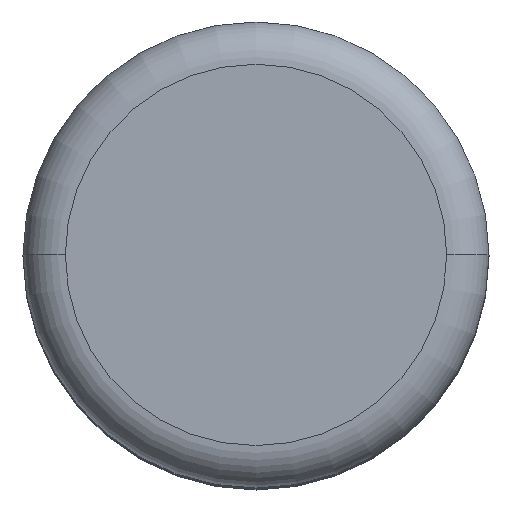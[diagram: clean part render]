
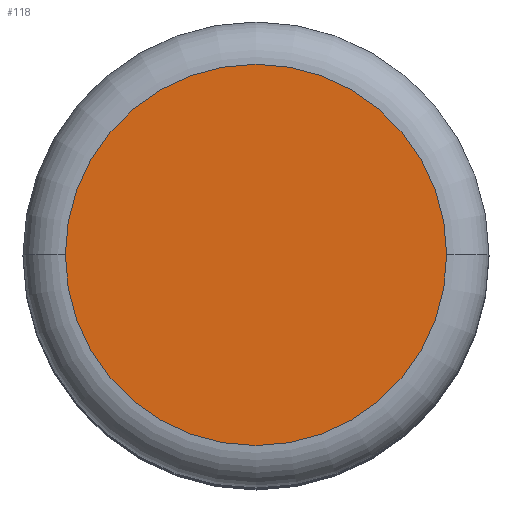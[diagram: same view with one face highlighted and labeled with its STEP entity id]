
A CAD part, top view. The second image highlights one B-rep face of the part: STEP entity #118.
In plain terms, the highlighted planar face has unit normal (0, 0, 1).
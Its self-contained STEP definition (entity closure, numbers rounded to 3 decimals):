
#118=ADVANCED_FACE('',(#218),#219,.F.);
#218=FACE_OUTER_BOUND('',#318,.T.);
#219=PLANE('',#319);
#318=EDGE_LOOP('',(#623,#624));
#319=AXIS2_PLACEMENT_3D('',#625,#626,#627);
#623=ORIENTED_EDGE('',*,*,#715,.F.);
#624=ORIENTED_EDGE('',*,*,#629,.F.);
#625=CARTESIAN_POINT('',(0.0,0.0,5.8));
#626=DIRECTION('',(0.0,0.0,-1.0));
#627=DIRECTION('',(0.0,-1.0,0.0));
#629=EDGE_CURVE('',#716,#719,#720,.T.);
#715=EDGE_CURVE('',#719,#716,#861,.T.);
#716=VERTEX_POINT('',#862);
#719=VERTEX_POINT('',#865);
#720=CIRCLE('',#866,0.9);
#861=CIRCLE('',#1033,0.9);
#862=CARTESIAN_POINT('',(-0.9,0.,5.8));
#865=CARTESIAN_POINT('',(0.9,0.,5.8));
#866=AXIS2_PLACEMENT_3D('',#1037,#1038,#1039);
#1033=AXIS2_PLACEMENT_3D('',#1243,#1244,#1245);
#1037=CARTESIAN_POINT('',(0.0,0.0,5.8));
#1038=DIRECTION('',(0.0,0.0,-1.0));
#1039=DIRECTION('',(-1.0,0.0,0.0));
#1243=CARTESIAN_POINT('',(0.0,0.0,5.8));
#1244=DIRECTION('',(0.0,0.0,-1.0));
#1245=DIRECTION('',(-1.0,0.0,0.0));
